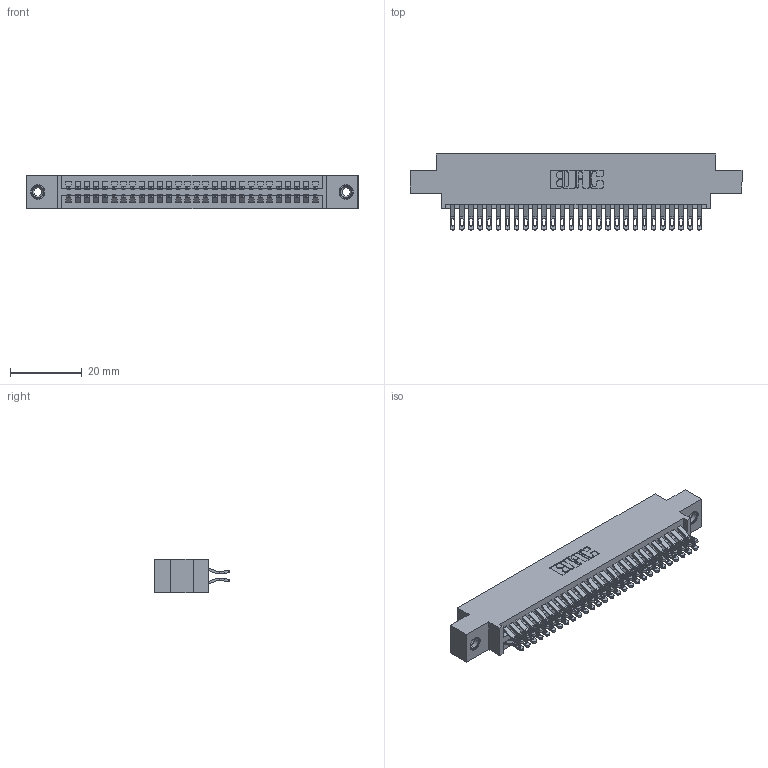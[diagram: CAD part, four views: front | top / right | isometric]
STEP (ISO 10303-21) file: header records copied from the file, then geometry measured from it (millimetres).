
FILE_DESCRIPTION (( 'STEP AP203' ), '1' );
FILE_NAME ('395-056-555-808.STEP', '2018-11-22T05:55:31', ( '' ), ( '' ), 'SwSTEP 2.0', 'SolidWorks 2016', '' );
FILE_SCHEMA (( 'CONFIG_CONTROL_DESIGN' ));
Length unit declared in the file: inch
Products named in the file (4): 345 Part_0.170 Offset - 0.156 Dia-TI; 345-292-001_555 Tail; 395-056-555-808; 345-250-001_345-250-003-102
Assembly tree (59 placements, depth 2):
  395-056-555-808
    345 Part_0.170 Offset - 0.156 Dia-TI
    345-292-001_555 Tail  x56
    345-250-001_345-250-003-102  x2
Bounding box: 92.33 x 21.13 x 9.4 mm (x, y, z)
Volume: 8881.5 mm3; surface area: 13579.1 mm2
Topology: 59 solids, 59 shells, 3326 faces, 10401 edges, 6926 vertices
Faces by surface type: plane 1852, cylinder 1458, cone 12, torus 4
Entity records: 25498 total; most frequent: CARTESIAN_POINT 4305, ORIENTED_EDGE 4202, DIRECTION 3807, EDGE_CURVE 2101, LINE 1817, VECTOR 1817, VERTEX_POINT 1396, AXIS2_PLACEMENT_3D 995
